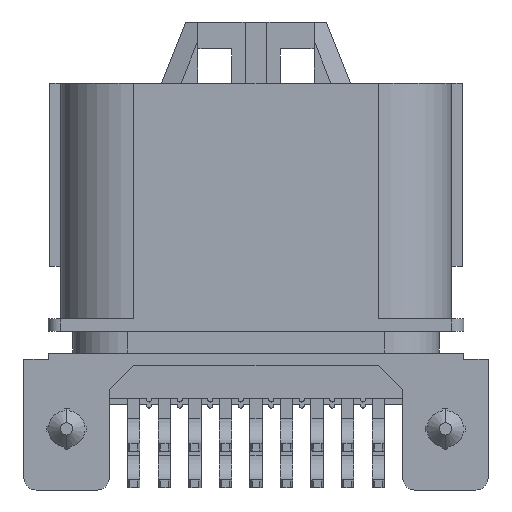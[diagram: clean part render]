
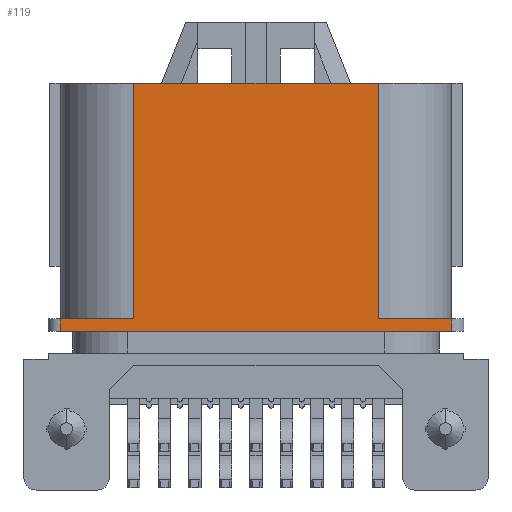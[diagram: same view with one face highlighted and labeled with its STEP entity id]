
A CAD part, front view. The second image highlights one B-rep face of the part: STEP entity #119.
In plain terms, the highlighted planar face has unit normal (0, -1, 0).
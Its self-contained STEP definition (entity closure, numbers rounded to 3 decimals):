
#119=ADVANCED_FACE('NONE',(#835),#836,.T.);
#835=FACE_OUTER_BOUND('',#2084,.T.);
#836=PLANE('',#2085);
#2084=EDGE_LOOP('',(#3957,#3958,#3959,#3960,#3961,#3962,#3963,#3964));
#2085=AXIS2_PLACEMENT_3D('',#3965,#3966,#3967);
#3957=ORIENTED_EDGE('',*,*,#8743,.F.);
#3958=ORIENTED_EDGE('',*,*,#8744,.T.);
#3959=ORIENTED_EDGE('',*,*,#8745,.F.);
#3960=ORIENTED_EDGE('',*,*,#8746,.T.);
#3961=ORIENTED_EDGE('',*,*,#8747,.F.);
#3962=ORIENTED_EDGE('',*,*,#8748,.T.);
#3963=ORIENTED_EDGE('',*,*,#8749,.F.);
#3964=ORIENTED_EDGE('',*,*,#8750,.F.);
#3965=CARTESIAN_POINT('',(-17.0,-8.2,-23.1));
#3966=DIRECTION('',(0.0,-1.0,0.0));
#3967=DIRECTION('',(0.0,0.0,-1.0));
#8743=EDGE_CURVE('NONE',#10828,#10829,#10830,.T.);
#8744=EDGE_CURVE('NONE',#10828,#10831,#10832,.T.);
#8745=EDGE_CURVE('NONE',#10833,#10831,#10834,.T.);
#8746=EDGE_CURVE('NONE',#10833,#10835,#10836,.T.);
#8747=EDGE_CURVE('NONE',#10837,#10835,#10838,.T.);
#8748=EDGE_CURVE('NONE',#10837,#10839,#10840,.T.);
#8749=EDGE_CURVE('NONE',#10841,#10839,#10842,.T.);
#8750=EDGE_CURVE('NONE',#10829,#10841,#10843,.T.);
#10828=VERTEX_POINT('NONE',#14038);
#10829=VERTEX_POINT('NONE',#14039);
#10830=LINE('',#14040,#14041);
#10831=VERTEX_POINT('NONE',#14042);
#10832=LINE('',#14043,#14044);
#10833=VERTEX_POINT('NONE',#14045);
#10834=LINE('',#14046,#14047);
#10835=VERTEX_POINT('NONE',#14048);
#10836=LINE('',#14049,#14050);
#10837=VERTEX_POINT('NONE',#14051);
#10838=LINE('',#14052,#14053);
#10839=VERTEX_POINT('NONE',#14054);
#10840=LINE('',#14055,#14056);
#10841=VERTEX_POINT('NONE',#14057);
#10842=LINE('',#14058,#14059);
#10843=LINE('',#14060,#14061);
#14038=CARTESIAN_POINT('',(-16.0,-8.2,-19.3));
#14039=CARTESIAN_POINT('',(-10.,-8.2,-19.3));
#14040=CARTESIAN_POINT('',(-17.0,-8.2,-19.3));
#14041=VECTOR('',#17456,1000.0);
#14042=CARTESIAN_POINT('',(-16.0,-8.2,-20.3));
#14043=CARTESIAN_POINT('',(-16.0,-8.2,-23.1));
#14044=VECTOR('',#17457,1000.0);
#14045=CARTESIAN_POINT('',(16.0,-8.2,-20.3));
#14046=CARTESIAN_POINT('',(-17.0,-8.2,-20.3));
#14047=VECTOR('',#17458,1000.0);
#14048=CARTESIAN_POINT('',(16.0,-8.2,-19.3));
#14049=CARTESIAN_POINT('',(16.0,-8.2,-23.1));
#14050=VECTOR('',#17459,1000.0);
#14051=CARTESIAN_POINT('',(10.,-8.2,-19.3));
#14052=CARTESIAN_POINT('',(10.,-8.2,-19.3));
#14053=VECTOR('',#17460,1000.0);
#14054=CARTESIAN_POINT('',(10.,-8.2,0.0));
#14055=CARTESIAN_POINT('',(10.,-8.2,-19.1));
#14056=VECTOR('',#17461,1000.0);
#14057=CARTESIAN_POINT('',(-10.,-8.2,0.0));
#14058=CARTESIAN_POINT('',(-17.0,-8.2,0.0));
#14059=VECTOR('',#17462,1000.0);
#14060=CARTESIAN_POINT('',(-10.,-8.2,-19.1));
#14061=VECTOR('',#17463,1000.0);
#17456=DIRECTION('',(1.0,0.0,0.0));
#17457=DIRECTION('',(-0.0,-0.0,-1.0));
#17458=DIRECTION('',(-1.0,0.0,0.0));
#17459=DIRECTION('',(0.0,0.0,1.0));
#17460=DIRECTION('',(1.0,0.,0.0));
#17461=DIRECTION('',(-0.0,-0.0,1.0));
#17462=DIRECTION('',(1.0,0.0,0.0));
#17463=DIRECTION('',(-0.0,-0.0,1.0));
